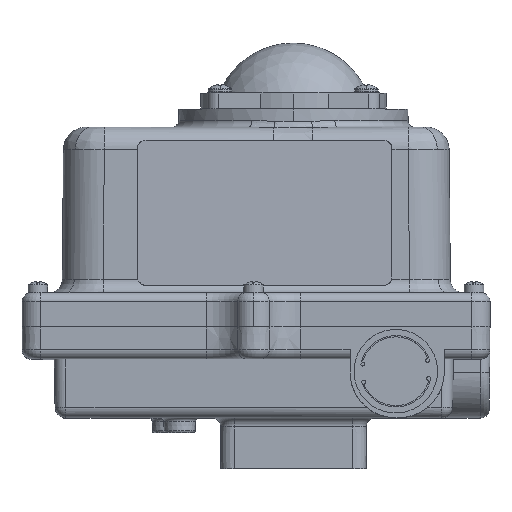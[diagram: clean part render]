
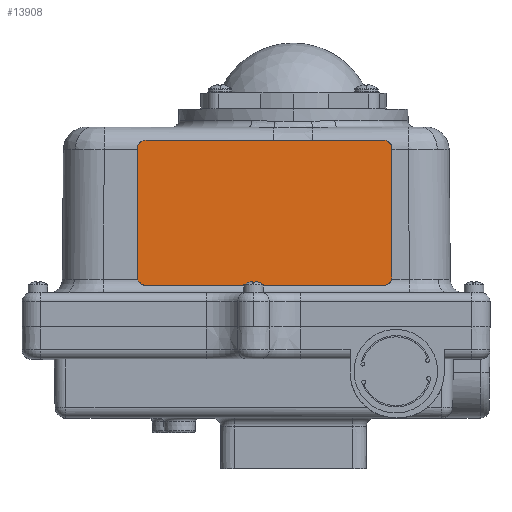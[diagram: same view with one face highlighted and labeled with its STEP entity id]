
A CAD part, top view. The second image highlights one B-rep face of the part: STEP entity #13908.
In plain terms, the highlighted planar face has unit normal (0, 0.018, 1).
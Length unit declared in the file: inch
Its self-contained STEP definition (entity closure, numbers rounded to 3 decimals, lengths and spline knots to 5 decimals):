
#1459 = EDGE_CURVE ( 'NONE', #18746, #22405, #16827, .T. ) ;
#1504 = CARTESIAN_POINT ( 'NONE',  ( 1.35645, 4.39859, 1.87692 ) ) ;
#1536 = DIRECTION ( 'NONE',  ( 0., -1., 0.017 ) ) ;
#1749 = CARTESIAN_POINT ( 'NONE',  ( -2.02355, 4.39859, 1.87692 ) ) ;
#1790 = CIRCLE ( 'NONE', #4818, 0.12 ) ;
#1811 = CIRCLE ( 'NONE', #18606, 0.12 ) ;
#2198 = CARTESIAN_POINT ( 'NONE',  ( -2.02355, 2.51887, 1.90973 ) ) ;
#3844 = DIRECTION ( 'NONE',  ( 1., 0., 0. ) ) ;
#3851 = DIRECTION ( 'NONE',  ( 0., 0.017, 1. ) ) ;
#3888 = DIRECTION ( 'NONE',  ( -1., 0., 0. ) ) ;
#4076 = LINE ( 'NONE', #11653, #14708 ) ;
#4818 = AXIS2_PLACEMENT_3D ( 'NONE', #24649, #11900, #26774 ) ;
#5026 = VERTEX_POINT ( 'NONE', #23065 ) ;
#5073 = ORIENTED_EDGE ( 'NONE', *, *, #22120, .T. ) ;
#5322 = VERTEX_POINT ( 'NONE', #14653 ) ;
#5936 = ORIENTED_EDGE ( 'NONE', *, *, #11216, .T. ) ;
#5975 = CARTESIAN_POINT ( 'NONE',  ( -2.02355, 2.51887, 1.90973 ) ) ;
#6533 = CARTESIAN_POINT ( 'NONE',  ( 1.23645, 2.63886, 1.90764 ) ) ;
#7306 = EDGE_CURVE ( 'NONE', #5026, #25720, #10531, .T. ) ;
#7700 = CARTESIAN_POINT ( 'NONE',  ( -2.14355, 2.63886, 1.90764 ) ) ;
#7925 = VECTOR ( 'NONE', #24552, 39.37008 ) ;
#8140 = ORIENTED_EDGE ( 'NONE', *, *, #7306, .T. ) ;
#8672 = DIRECTION ( 'NONE',  ( 1., 0., 0. ) ) ;
#9434 = CARTESIAN_POINT ( 'NONE',  ( 1.23645, 2.63886, 1.90764 ) ) ;
#10531 = CIRCLE ( 'NONE', #11457, 0.12 ) ;
#11090 = ORIENTED_EDGE ( 'NONE', *, *, #16211, .T. ) ;
#11216 = EDGE_CURVE ( 'NONE', #25720, #25571, #26821, .T. ) ;
#11457 = AXIS2_PLACEMENT_3D ( 'NONE', #1749, #16615, #3888 ) ;
#11602 = DIRECTION ( 'NONE',  ( 1., 0., 0. ) ) ;
#11653 = CARTESIAN_POINT ( 'NONE',  ( -2.02355, 4.51857, 1.87483 ) ) ;
#11900 = DIRECTION ( 'NONE',  ( 0., 0.017, 1. ) ) ;
#12162 = VERTEX_POINT ( 'NONE', #12350 ) ;
#12350 = CARTESIAN_POINT ( 'NONE',  ( 1.23645, 2.51887, 1.90973 ) ) ;
#12447 = FACE_OUTER_BOUND ( 'NONE', #13759, .T. ) ;
#12668 = EDGE_CURVE ( 'NONE', #26764, #12162, #19310, .T. ) ;
#13140 = ORIENTED_EDGE ( 'NONE', *, *, #20976, .T. ) ;
#13759 = EDGE_LOOP ( 'NONE', ( #5073, #11090, #19762, #15523, #8140, #5936, #13140, #20811 ) ) ;
#13908 = ADVANCED_FACE ( 'NONE', ( #12447 ), #23491, .T. ) ;
#14634 = CARTESIAN_POINT ( 'NONE',  ( 1.23645, 4.51857, 1.87483 ) ) ;
#14653 = CARTESIAN_POINT ( 'NONE',  ( 1.35645, 2.63886, 1.90764 ) ) ;
#14708 = VECTOR ( 'NONE', #20074, 39.37008 ) ;
#15523 = ORIENTED_EDGE ( 'NONE', *, *, #22798, .T. ) ;
#16151 = VECTOR ( 'NONE', #1536, 39.37008 ) ;
#16211 = EDGE_CURVE ( 'NONE', #5322, #18746, #24950, .T. ) ;
#16578 = CARTESIAN_POINT ( 'NONE',  ( 1.23645, 4.39859, 1.87692 ) ) ;
#16615 = DIRECTION ( 'NONE',  ( 0., 0.017, 1. ) ) ;
#16827 = CIRCLE ( 'NONE', #18537, 0.12 ) ;
#18537 = AXIS2_PLACEMENT_3D ( 'NONE', #16578, #3851, #18700 ) ;
#18606 = AXIS2_PLACEMENT_3D ( 'NONE', #9434, #24358, #11602 ) ;
#18700 = DIRECTION ( 'NONE',  ( -1., 0., 0. ) ) ;
#18746 = VERTEX_POINT ( 'NONE', #1504 ) ;
#19310 = LINE ( 'NONE', #5975, #24359 ) ;
#19762 = ORIENTED_EDGE ( 'NONE', *, *, #1459, .T. ) ;
#20074 = DIRECTION ( 'NONE',  ( -1., 0., 0. ) ) ;
#20562 = CARTESIAN_POINT ( 'NONE',  ( -2.14355, 2.63886, 1.90764 ) ) ;
#20811 = ORIENTED_EDGE ( 'NONE', *, *, #12668, .T. ) ;
#20976 = EDGE_CURVE ( 'NONE', #25571, #26764, #1790, .T. ) ;
#21245 = CARTESIAN_POINT ( 'NONE',  ( -2.14355, 4.39859, 1.87692 ) ) ;
#21394 = DIRECTION ( 'NONE',  ( 0., 0.017, 1. ) ) ;
#22120 = EDGE_CURVE ( 'NONE', #12162, #5322, #1811, .T. ) ;
#22382 = CARTESIAN_POINT ( 'NONE',  ( 1.35645, 2.63886, 1.90764 ) ) ;
#22405 = VERTEX_POINT ( 'NONE', #14634 ) ;
#22798 = EDGE_CURVE ( 'NONE', #22405, #5026, #4076, .T. ) ;
#23065 = CARTESIAN_POINT ( 'NONE',  ( -2.02355, 4.51857, 1.87483 ) ) ;
#23491 = PLANE ( 'NONE',  #26929 ) ;
#24358 = DIRECTION ( 'NONE',  ( 0., 0.017, 1. ) ) ;
#24359 = VECTOR ( 'NONE', #3844, 39.37008 ) ;
#24552 = DIRECTION ( 'NONE',  ( 0., 1., -0.017 ) ) ;
#24649 = CARTESIAN_POINT ( 'NONE',  ( -2.02355, 2.63886, 1.90764 ) ) ;
#24950 = LINE ( 'NONE', #22382, #7925 ) ;
#25571 = VERTEX_POINT ( 'NONE', #7700 ) ;
#25720 = VERTEX_POINT ( 'NONE', #21245 ) ;
#26764 = VERTEX_POINT ( 'NONE', #2198 ) ;
#26774 = DIRECTION ( 'NONE',  ( -1., 0., 0. ) ) ;
#26821 = LINE ( 'NONE', #20562, #16151 ) ;
#26929 = AXIS2_PLACEMENT_3D ( 'NONE', #6533, #21394, #8672 ) ;
